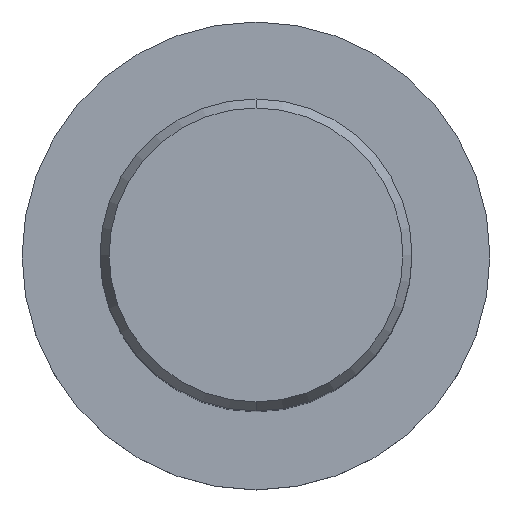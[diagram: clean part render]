
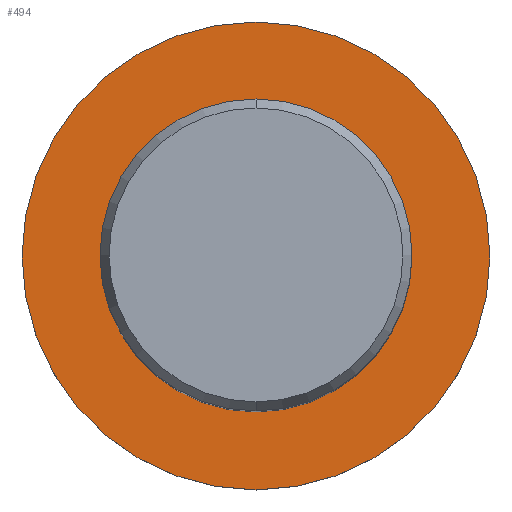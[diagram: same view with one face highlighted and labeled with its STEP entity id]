
A CAD part, top view. The second image highlights one B-rep face of the part: STEP entity #494.
In plain terms, the highlighted planar face has unit normal (0, 0, 1).
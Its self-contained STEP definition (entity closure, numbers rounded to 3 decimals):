
#206=EDGE_CURVE('',#484,#414,#541,.T.);
#234=VERTEX_POINT('',#572);
#256=EDGE_CURVE('',#414,#484,#595,.T.);
#314=VERTEX_POINT('',#659);
#414=VERTEX_POINT('',#771);
#430=EDGE_CURVE('',#314,#234,#788,.T.);
#484=VERTEX_POINT('',#846);
#492=EDGE_CURVE('',#234,#314,#854,.T.);
#494=ADVANCED_FACE('',(#856,#857),#858,.T.);
#541=CIRCLE('',#902,24.0);
#572=CARTESIAN_POINT('',(0.,-16.0,-60.0));
#595=CIRCLE('',#1021,24.0);
#659=CARTESIAN_POINT('',(0.0,16.0,-60.0));
#771=CARTESIAN_POINT('',(0.,-24.0,-60.0));
#788=CIRCLE('',#1393,16.0);
#846=CARTESIAN_POINT('',(0.0,24.0,-60.0));
#854=CIRCLE('',#1536,16.0);
#856=FACE_BOUND('',#1538,.T.);
#857=FACE_OUTER_BOUND('',#1539,.T.);
#858=PLANE('',#1540);
#902=AXIS2_PLACEMENT_3D('',#1633,#1634,#1635);
#1021=AXIS2_PLACEMENT_3D('',#1680,#1681,#1682);
#1393=AXIS2_PLACEMENT_3D('',#1928,#1929,#1930);
#1536=AXIS2_PLACEMENT_3D('',#1990,#1991,#1992);
#1538=EDGE_LOOP('',(#1994,#1995));
#1539=EDGE_LOOP('',(#1996,#1997));
#1540=AXIS2_PLACEMENT_3D('',#1998,#1999,#2000);
#1633=CARTESIAN_POINT('',(0.0,0.0,-60.0));
#1634=DIRECTION('',(0.0,0.0,-1.0));
#1635=DIRECTION('',(0.0,1.0,0.0));
#1680=CARTESIAN_POINT('',(0.0,0.0,-60.0));
#1681=DIRECTION('',(0.0,0.0,-1.0));
#1682=DIRECTION('',(0.0,1.0,0.0));
#1928=CARTESIAN_POINT('',(0.0,0.0,-60.0));
#1929=DIRECTION('',(-0.0,0.0,-1.0));
#1930=DIRECTION('',(0.0,1.0,0.0));
#1990=CARTESIAN_POINT('',(0.0,0.0,-60.0));
#1991=DIRECTION('',(-0.0,0.0,-1.0));
#1992=DIRECTION('',(0.0,1.0,0.0));
#1994=ORIENTED_EDGE('',*,*,#430,.T.);
#1995=ORIENTED_EDGE('',*,*,#492,.T.);
#1996=ORIENTED_EDGE('',*,*,#206,.F.);
#1997=ORIENTED_EDGE('',*,*,#256,.F.);
#1998=CARTESIAN_POINT('',(0.0,12.0,-60.0));
#1999=DIRECTION('',(-0.0,0.0,1.0));
#2000=DIRECTION('',(0.0,-1.0,0.0));
